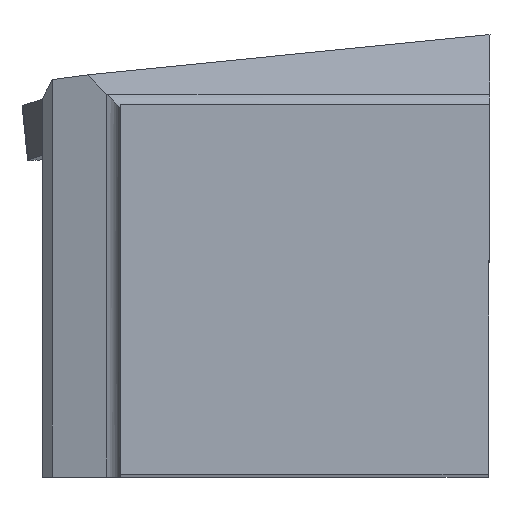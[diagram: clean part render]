
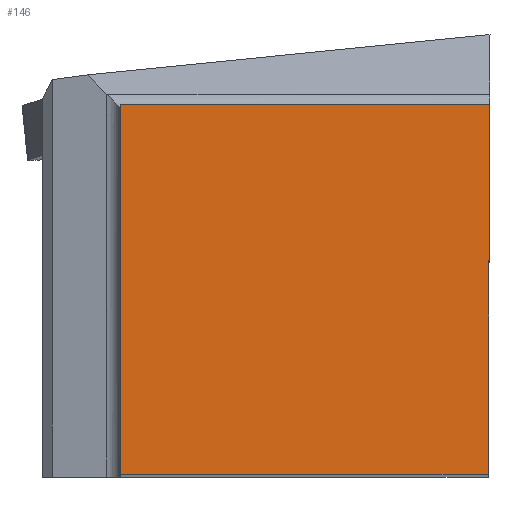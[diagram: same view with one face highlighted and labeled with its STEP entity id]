
A CAD part, top view. The second image highlights one B-rep face of the part: STEP entity #146.
In plain terms, the highlighted planar face has unit normal (0, 0, 1).
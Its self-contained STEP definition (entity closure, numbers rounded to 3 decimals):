
#117=FACE_OUTER_BOUND('',#331,.T.);
#146=ADVANCED_FACE('SHANK_FACE_BACK',(#117),#173,.F.);
#173=PLANE('',#726);
#212=LINE('',#1025,#271);
#222=LINE('',#1048,#281);
#230=LINE('',#1063,#289);
#231=LINE('',#1065,#290);
#271=VECTOR('',#828,1.);
#281=VECTOR('',#844,1.);
#289=VECTOR('',#860,1.);
#290=VECTOR('',#861,1.);
#331=EDGE_LOOP('',(#436,#437,#438,#439));
#436=ORIENTED_EDGE('',*,*,#603,.F.);
#437=ORIENTED_EDGE('',*,*,#583,.T.);
#438=ORIENTED_EDGE('',*,*,#595,.T.);
#439=ORIENTED_EDGE('',*,*,#604,.F.);
#525=VERTEX_POINT('',#1024);
#526=VERTEX_POINT('',#1026);
#535=VERTEX_POINT('',#1047);
#539=VERTEX_POINT('',#1064);
#583=EDGE_CURVE('',#526,#525,#212,.T.);
#595=EDGE_CURVE('',#525,#535,#222,.T.);
#603=EDGE_CURVE('',#526,#539,#230,.T.);
#604=EDGE_CURVE('',#539,#535,#231,.T.);
#726=AXIS2_PLACEMENT_3D('',#1066,#862,#863);
#828=DIRECTION('',(1.,0.,0.));
#844=DIRECTION('',(0.004,1.,0.));
#860=DIRECTION('',(0.,1.,0.));
#861=DIRECTION('',(1.,0.,0.));
#862=DIRECTION('',(0.,0.,-1.));
#863=DIRECTION('',(-0.995,-0.103,0.));
#1024=CARTESIAN_POINT('',(-0.139,0.,0.));
#1025=CARTESIAN_POINT('',(-43.893,0.,0.));
#1026=CARTESIAN_POINT('',(-31.85,0.,0.));
#1047=CARTESIAN_POINT('',(0.,31.85,0.));
#1048=CARTESIAN_POINT('',(-0.973,-191.233,0.));
#1063=CARTESIAN_POINT('',(-31.85,-7.092,0.));
#1064=CARTESIAN_POINT('',(-31.85,31.85,0.));
#1065=CARTESIAN_POINT('',(-43.893,31.85,0.));
#1066=CARTESIAN_POINT('',(0.,0.,
0.));
